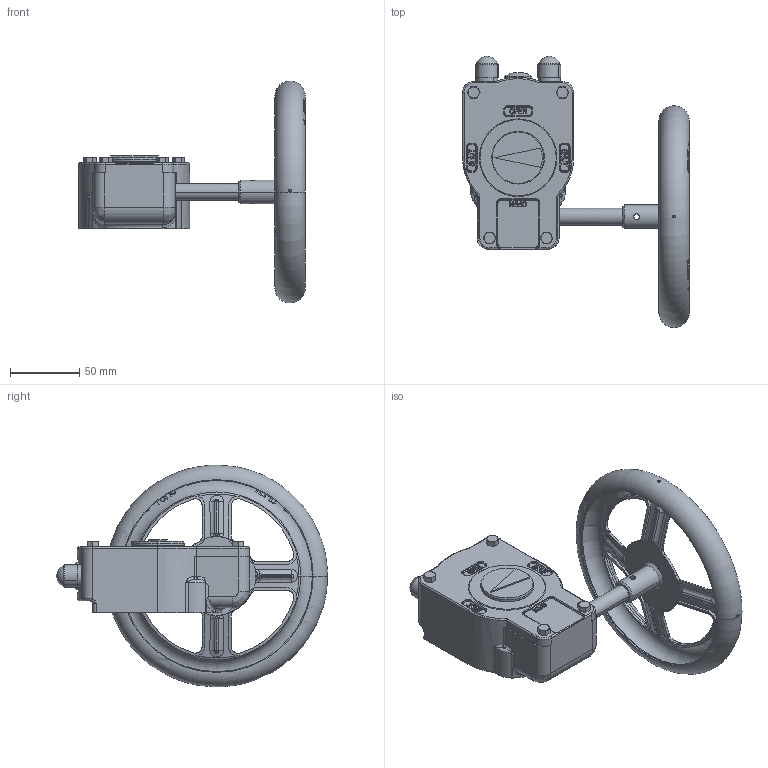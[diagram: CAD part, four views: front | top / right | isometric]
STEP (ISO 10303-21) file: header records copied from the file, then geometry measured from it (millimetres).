
FILE_DESCRIPTION((''),'2;1');
FILE_NAME('RRRRRRRRRRRRRRRRR.stp','2014-11-04T08:43:35',(''),(''),'Mechanical Desktop 2008','Mechanical Desktop 2008',', , ');
FILE_SCHEMA(('CONFIG_CONTROL_DESIGN'));
Length unit declared in the file: millimetre
Products named in the file (3): RS DN-50-80; PS160-12 Bush; 10QZ5000A0M00
Assembly tree (2 placements, depth 2):
  RS DN-50-80
    PS160-12 Bush
    10QZ5000A0M00
Bounding box: 163.5 x 195.63 x 159.99 mm (x, y, z)
Volume: 331353 mm3; surface area: 148404.5 mm2
Topology: 2 solids, 18 shells, 1538 faces, 4064 edges, 2550 vertices
Faces by surface type: plane 509, cylinder 416, bspline 265, cone 193, torus 133, sphere 22
Full cylindrical faces by diameter (mm): 2 x4, 14 x1
Entity records: 90840 total; most frequent: CARTESIAN_POINT 55414, ORIENTED_EDGE 7970, DIRECTION 6676, EDGE_CURVE 3985, AXIS2_PLACEMENT_3D 2708, VERTEX_POINT 2525, EDGE_LOOP 1662, FACE_OUTER_BOUND 1538
